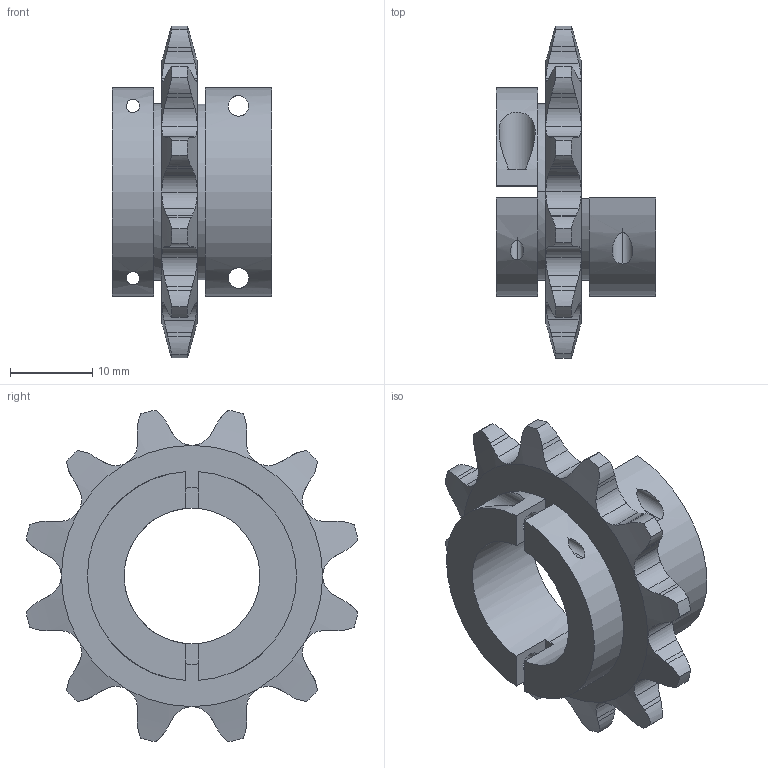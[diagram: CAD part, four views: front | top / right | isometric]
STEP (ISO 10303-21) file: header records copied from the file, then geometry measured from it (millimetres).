
FILE_DESCRIPTION (( 'STEP AP214' ), '1' );
FILE_NAME ('Sprocket_GearboxClampingClutch_CNC_4340Steel.STEP', '2024-05-03T04:23:57', ( '' ), ( '' ), 'SwSTEP 2.0', 'SolidWorks 2022', '' );
FILE_SCHEMA (( 'AUTOMOTIVE_DESIGN' ));
Length unit declared in the file: millimetre
Products named in the file (1): Sprocket_GearboxClampingClutch_CNC_4340Steel
Bounding box: 19.32 x 40.29 x 40.29 mm (x, y, z)
Volume: 5749.5 mm3; surface area: 4519.8 mm2
Topology: 1 solids, 1 shells, 153 faces, 439 edges, 290 vertices
Faces by surface type: cylinder 107, plane 42, cone 4
Entity records: 6077 total; most frequent: CARTESIAN_POINT 2298, ORIENTED_EDGE 878, DIRECTION 617, EDGE_CURVE 439, VERTEX_POINT 290, AXIS2_PLACEMENT_3D 227, B_SPLINE_CURVE_WITH_KNOTS 203, EDGE_LOOP 169
